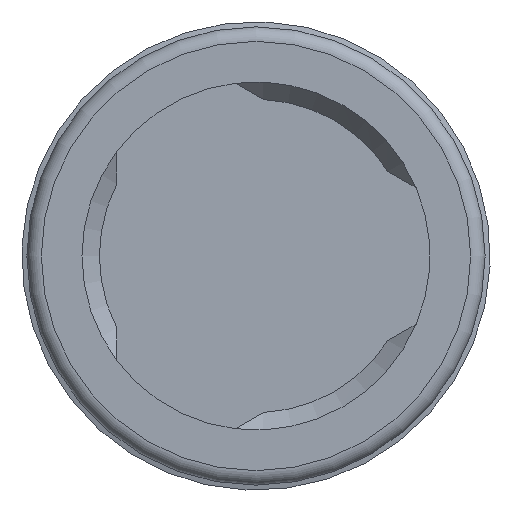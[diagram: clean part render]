
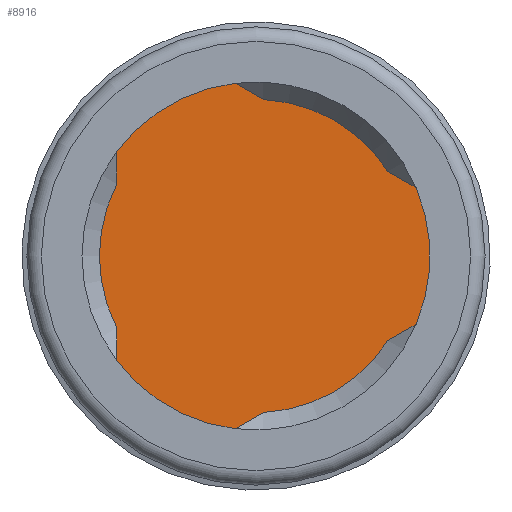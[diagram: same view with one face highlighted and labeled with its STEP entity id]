
A CAD part, left-side view. The second image highlights one B-rep face of the part: STEP entity #8916.
In plain terms, the highlighted planar face has unit normal (-1, 0, 0).
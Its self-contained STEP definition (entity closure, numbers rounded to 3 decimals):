
#1409=PLANE('',#9445);
#1573=FACE_OUTER_BOUND('',#2075,.T.);
#2075=EDGE_LOOP('',(#6128,#6129));
#3593=CIRCLE('',#9446,6.15);
#3594=CIRCLE('',#9447,6.15);
#3863=VERTEX_POINT('',#11620);
#3864=VERTEX_POINT('',#11621);
#4769=EDGE_CURVE('',#3863,#3864,#3593,.T.);
#4770=EDGE_CURVE('',#3864,#3863,#3594,.T.);
#6128=ORIENTED_EDGE('',*,*,#4769,.T.);
#6129=ORIENTED_EDGE('',*,*,#4770,.T.);
#8916=ADVANCED_FACE('',(#1573),#1409,.T.);
#9445=AXIS2_PLACEMENT_3D('',#11619,#10014,#10015);
#9446=AXIS2_PLACEMENT_3D('',#11622,#10016,#10017);
#9447=AXIS2_PLACEMENT_3D('',#11623,#10018,#10019);
#10014=DIRECTION('center_axis',(-1.,0.,0.));
#10015=DIRECTION('ref_axis',(0.,0.,1.));
#10016=DIRECTION('center_axis',(-1.,0.,0.));
#10017=DIRECTION('ref_axis',(0.,-1.,0.));
#10018=DIRECTION('center_axis',(-1.,0.,0.));
#10019=DIRECTION('ref_axis',(0.,-1.,0.));
#11619=CARTESIAN_POINT('Origin',(5.,0.,0.));
#11620=CARTESIAN_POINT('',(5.,-6.15,0.));
#11621=CARTESIAN_POINT('',(5.,6.15,0.));
#11622=CARTESIAN_POINT('Origin',(5.,0.,0.));
#11623=CARTESIAN_POINT('Origin',(5.,0.,0.));
